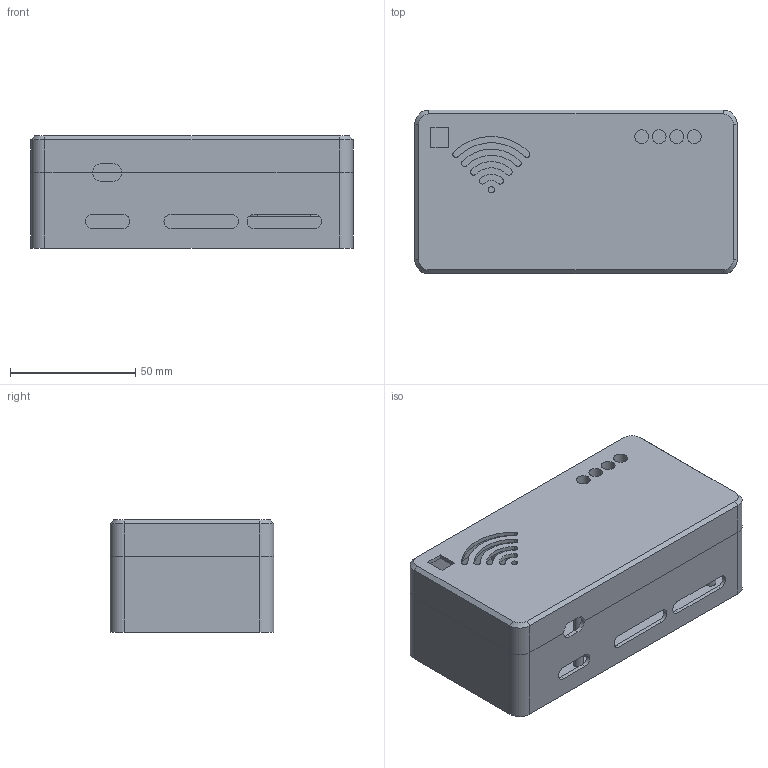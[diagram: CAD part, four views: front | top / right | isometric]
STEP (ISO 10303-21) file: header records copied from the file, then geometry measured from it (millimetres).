
FILE_DESCRIPTION(/* description */ (''),/* implementation_level */ '2;1');
FILE_NAME(/* name */ 'Rilesphome v6.step',/* time_stamp */ '2024-04-09T19:47:45+07:00',/* author */ (''),/* organization */ (''),/* preprocessor_version */ 'ST-DEVELOPER v20',/* originating_system */ 'Autodesk Translation Framework v12.20.1.177',/* authorisation */ '');
FILE_SCHEMA (('AUTOMOTIVE_DESIGN { 1 0 10303 214 3 1 1 }'));
Length unit declared in the file: millimetre
Products named in the file (1): Rilesphome
Bounding box: 128.47 x 65.25 x 44.7 mm (x, y, z)
Volume: 56441.8 mm3; surface area: 73224.4 mm2
Topology: 2 solids, 2 shells, 174 faces, 387 edges, 250 vertices
Faces by surface type: cylinder 81, plane 77, cone 16
Full cylindrical faces by diameter (mm): 2.4 x4, 2.5 x1, 2.6 x4, 2.8 x4, 3 x4, 4 x8, 4.2 x8, 5.5 x4
Entity records: 4930 total; most frequent: DIRECTION 915, CARTESIAN_POINT 812, ORIENTED_EDGE 774, EDGE_CURVE 387, AXIS2_PLACEMENT_3D 353, VERTEX_POINT 250, EDGE_LOOP 233, LINE 209
